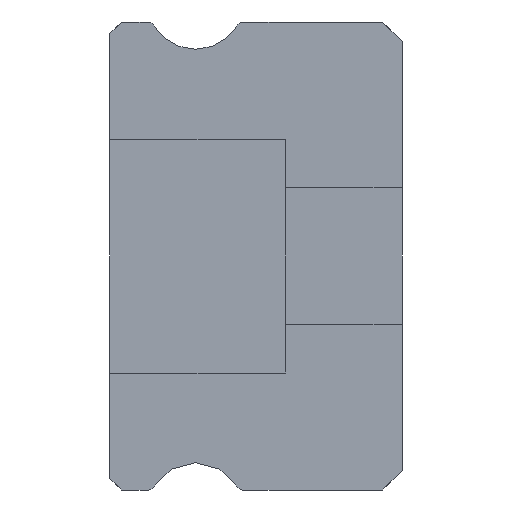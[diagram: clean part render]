
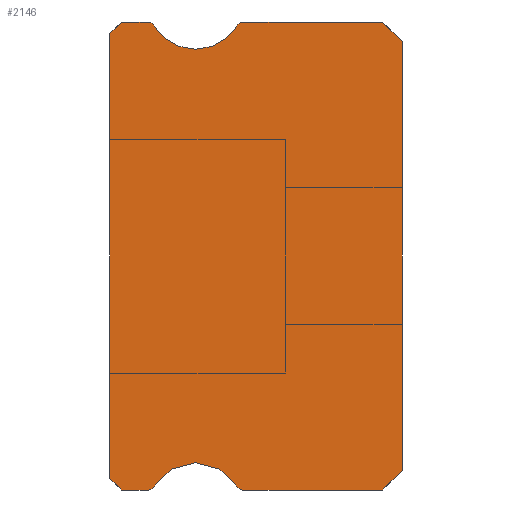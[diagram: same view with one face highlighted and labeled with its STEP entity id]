
A CAD part, left-side view. The second image highlights one B-rep face of the part: STEP entity #2146.
In plain terms, the highlighted planar face has unit normal (-1, 0, 0).
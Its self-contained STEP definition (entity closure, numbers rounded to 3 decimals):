
#18 = EDGE_CURVE ( 'NONE', #7913, #11276, #6389, .T. ) ;
#390 = DIRECTION ( 'NONE',  ( 0., 0., -1. ) ) ;
#634 = EDGE_CURVE ( 'NONE', #4734, #11276, #2062, .T. ) ;
#681 = VERTEX_POINT ( 'NONE', #4951 ) ;
#717 = CARTESIAN_POINT ( 'NONE',  ( -7.5, 7.5, 5.85 ) ) ;
#996 = CARTESIAN_POINT ( 'NONE',  ( -7.5, 4.217, 5.925 ) ) ;
#1228 = DIRECTION ( 'NONE',  ( -1., 0., 0. ) ) ;
#1344 = AXIS2_PLACEMENT_3D ( 'NONE', #2398, #1228, #6413 ) ;
#1388 = ORIENTED_EDGE ( 'NONE', *, *, #8491, .T. ) ;
#1445 = CARTESIAN_POINT ( 'NONE',  ( -7.5, 0., 5.5 ) ) ;
#1578 = DIRECTION ( 'NONE',  ( 0., 0.707, -0.707 ) ) ;
#1581 = VECTOR ( 'NONE', #11820, 1000. ) ;
#1726 = CARTESIAN_POINT ( 'NONE',  ( -7.5, 5.3, -6.55 ) ) ;
#1763 = CARTESIAN_POINT ( 'NONE',  ( -7.5, 5.3, 5.3 ) ) ;
#1827 = VERTEX_POINT ( 'NONE', #9596 ) ;
#1874 = VERTEX_POINT ( 'NONE', #1763 ) ;
#2013 = CARTESIAN_POINT ( 'NONE',  ( -7.5, 4.088, -6. ) ) ;
#2062 = LINE ( 'NONE', #9971, #4284 ) ;
#2146 = ADVANCED_FACE ( 'NONE', ( #7654 ), #4770, .F. ) ;
#2152 = CARTESIAN_POINT ( 'NONE',  ( -7.5, 7.5, -5.7 ) ) ;
#2398 = CARTESIAN_POINT ( 'NONE',  ( -7.5, 5.3, 6.55 ) ) ;
#2471 = ORIENTED_EDGE ( 'NONE', *, *, #5856, .F. ) ;
#2474 = EDGE_CURVE ( 'NONE', #681, #9647, #9491, .T. ) ;
#2503 = CARTESIAN_POINT ( 'NONE',  ( -7.5, 4.088, -5.85 ) ) ;
#2660 = VERTEX_POINT ( 'NONE', #7028 ) ;
#2898 = CARTESIAN_POINT ( 'NONE',  ( -7.5, 4.088, 5.85 ) ) ;
#2998 = ORIENTED_EDGE ( 'NONE', *, *, #8911, .F. ) ;
#3005 = CARTESIAN_POINT ( 'NONE',  ( -7.5, 0.5, 6. ) ) ;
#3072 = CARTESIAN_POINT ( 'NONE',  ( -7.5, 4.088, 6. ) ) ;
#3125 = CIRCLE ( 'NONE', #7750, 0.15 ) ;
#3128 = EDGE_CURVE ( 'NONE', #4734, #8377, #8127, .T. ) ;
#3354 = ORIENTED_EDGE ( 'NONE', *, *, #18, .F. ) ;
#3589 = CARTESIAN_POINT ( 'NONE',  ( -7.5, 6.512, 5.85 ) ) ;
#3675 = CARTESIAN_POINT ( 'NONE',  ( -7.5, 4.217, -5.925 ) ) ;
#3754 = VECTOR ( 'NONE', #4427, 1000. ) ;
#3884 = VECTOR ( 'NONE', #4548, 1000. ) ;
#3962 = DIRECTION ( 'NONE',  ( 0., 0., -1. ) ) ;
#4284 = VECTOR ( 'NONE', #7915, 1000. ) ;
#4355 = CIRCLE ( 'NONE', #6032, 1.25 ) ;
#4427 = DIRECTION ( 'NONE',  ( 0., -0.707, -0.707 ) ) ;
#4496 = DIRECTION ( 'NONE',  ( 1., 0., 0. ) ) ;
#4548 = DIRECTION ( 'NONE',  ( 0., 1., 0. ) ) ;
#4734 = VERTEX_POINT ( 'NONE', #12671 ) ;
#4750 = EDGE_CURVE ( 'NONE', #9007, #2660, #4355, .T. ) ;
#4770 = PLANE ( 'NONE',  #8274 ) ;
#4877 = VERTEX_POINT ( 'NONE', #3072 ) ;
#4884 = ORIENTED_EDGE ( 'NONE', *, *, #5302, .F. ) ;
#4902 = ORIENTED_EDGE ( 'NONE', *, *, #12533, .F. ) ;
#4951 = CARTESIAN_POINT ( 'NONE',  ( -7.5, 6.512, 6. ) ) ;
#5011 = CIRCLE ( 'NONE', #11987, 0.15 ) ;
#5065 = LINE ( 'NONE', #11156, #8078 ) ;
#5251 = CARTESIAN_POINT ( 'NONE',  ( -7.5, 6.383, 5.925 ) ) ;
#5302 = EDGE_CURVE ( 'NONE', #681, #8333, #6255, .T. ) ;
#5319 = CIRCLE ( 'NONE', #1344, 1.25 ) ;
#5516 = LINE ( 'NONE', #717, #9428 ) ;
#5623 = ORIENTED_EDGE ( 'NONE', *, *, #7181, .F. ) ;
#5658 = DIRECTION ( 'NONE',  ( 1., 0., 0. ) ) ;
#5721 = CARTESIAN_POINT ( 'NONE',  ( -7.5, 7.2, -6. ) ) ;
#5784 = VERTEX_POINT ( 'NONE', #2152 ) ;
#5856 = EDGE_CURVE ( 'NONE', #2660, #8875, #5011, .T. ) ;
#6032 = AXIS2_PLACEMENT_3D ( 'NONE', #1726, #9419, #390 ) ;
#6033 = DIRECTION ( 'NONE',  ( 0., 1., 0. ) ) ;
#6255 = CIRCLE ( 'NONE', #12828, 0.15 ) ;
#6382 = VECTOR ( 'NONE', #6033, 1000. ) ;
#6389 = LINE ( 'NONE', #6532, #3754 ) ;
#6413 = DIRECTION ( 'NONE',  ( 0., 0., -1. ) ) ;
#6456 = CARTESIAN_POINT ( 'NONE',  ( -7.5, 7.2, 6. ) ) ;
#6487 = DIRECTION ( 'NONE',  ( 0., 0., -1. ) ) ;
#6517 = DIRECTION ( 'NONE',  ( 0., 0., -1. ) ) ;
#6532 = CARTESIAN_POINT ( 'NONE',  ( -7.5, 0.5, 6. ) ) ;
#6560 = VECTOR ( 'NONE', #1578, 1000. ) ;
#6594 = CARTESIAN_POINT ( 'NONE',  ( -7.5, 6.512, 5.85 ) ) ;
#6607 = DIRECTION ( 'NONE',  ( 0., 0., -1. ) ) ;
#6928 = EDGE_LOOP ( 'NONE', ( #7320, #9071, #1388, #12776, #2471, #8240, #10375, #11983, #8449, #7255, #3354, #4902, #5623, #2998, #10795, #4884, #11601 ) ) ;
#7028 = CARTESIAN_POINT ( 'NONE',  ( -7.5, 6.383, -5.925 ) ) ;
#7181 = EDGE_CURVE ( 'NONE', #12233, #4877, #12956, .T. ) ;
#7205 = EDGE_CURVE ( 'NONE', #8377, #12732, #7339, .T. ) ;
#7255 = ORIENTED_EDGE ( 'NONE', *, *, #634, .T. ) ;
#7320 = ORIENTED_EDGE ( 'NONE', *, *, #11226, .T. ) ;
#7339 = LINE ( 'NONE', #11240, #6382 ) ;
#7626 = VERTEX_POINT ( 'NONE', #11456 ) ;
#7654 = FACE_OUTER_BOUND ( 'NONE', #6928, .T. ) ;
#7750 = AXIS2_PLACEMENT_3D ( 'NONE', #2503, #5658, #6517 ) ;
#7877 = DIRECTION ( 'NONE',  ( 1., 0., 0. ) ) ;
#7913 = VERTEX_POINT ( 'NONE', #3005 ) ;
#7915 = DIRECTION ( 'NONE',  ( 0., 0., 1. ) ) ;
#8078 = VECTOR ( 'NONE', #8093, 1000. ) ;
#8093 = DIRECTION ( 'NONE',  ( 0., -1., 0. ) ) ;
#8127 = LINE ( 'NONE', #12295, #8972 ) ;
#8134 = EDGE_CURVE ( 'NONE', #8333, #1874, #5319, .T. ) ;
#8240 = ORIENTED_EDGE ( 'NONE', *, *, #4750, .F. ) ;
#8274 = AXIS2_PLACEMENT_3D ( 'NONE', #3589, #4496, #6607 ) ;
#8287 = EDGE_CURVE ( 'NONE', #1827, #8875, #5065, .T. ) ;
#8333 = VERTEX_POINT ( 'NONE', #5251 ) ;
#8377 = VERTEX_POINT ( 'NONE', #8423 ) ;
#8423 = CARTESIAN_POINT ( 'NONE',  ( -7.5, 0.5, -6. ) ) ;
#8449 = ORIENTED_EDGE ( 'NONE', *, *, #3128, .F. ) ;
#8463 = CARTESIAN_POINT ( 'NONE',  ( -7.5, 6.512, -6. ) ) ;
#8491 = EDGE_CURVE ( 'NONE', #5784, #1827, #12879, .T. ) ;
#8554 = CARTESIAN_POINT ( 'NONE',  ( -7.5, 6.512, 6. ) ) ;
#8756 = DIRECTION ( 'NONE',  ( -1., 0., 0. ) ) ;
#8783 = CIRCLE ( 'NONE', #10458, 1.25 ) ;
#8830 = DIRECTION ( 'NONE',  ( 0., 0., -1. ) ) ;
#8875 = VERTEX_POINT ( 'NONE', #8463 ) ;
#8911 = EDGE_CURVE ( 'NONE', #1874, #12233, #8783, .T. ) ;
#8972 = VECTOR ( 'NONE', #10321, 1000. ) ;
#9007 = VERTEX_POINT ( 'NONE', #3675 ) ;
#9071 = ORIENTED_EDGE ( 'NONE', *, *, #12496, .F. ) ;
#9419 = DIRECTION ( 'NONE',  ( -1., 0., 0. ) ) ;
#9428 = VECTOR ( 'NONE', #10485, 1000. ) ;
#9484 = LINE ( 'NONE', #8554, #9658 ) ;
#9491 = LINE ( 'NONE', #6456, #3884 ) ;
#9596 = CARTESIAN_POINT ( 'NONE',  ( -7.5, 7.2, -6. ) ) ;
#9647 = VERTEX_POINT ( 'NONE', #12407 ) ;
#9658 = VECTOR ( 'NONE', #12602, 1000. ) ;
#9742 = CARTESIAN_POINT ( 'NONE',  ( -7.5, 7.5, 5.7 ) ) ;
#9971 = CARTESIAN_POINT ( 'NONE',  ( -7.5, 0., 5.5 ) ) ;
#10073 = DIRECTION ( 'NONE',  ( 1., 0., 0. ) ) ;
#10196 = CARTESIAN_POINT ( 'NONE',  ( -7.5, 6.512, -5.85 ) ) ;
#10321 = DIRECTION ( 'NONE',  ( 0., 0.707, -0.707 ) ) ;
#10375 = ORIENTED_EDGE ( 'NONE', *, *, #12483, .F. ) ;
#10458 = AXIS2_PLACEMENT_3D ( 'NONE', #12914, #8756, #8830 ) ;
#10485 = DIRECTION ( 'NONE',  ( 0., 0., 1. ) ) ;
#10614 = LINE ( 'NONE', #9742, #6560 ) ;
#10644 = DIRECTION ( 'NONE',  ( 1., 0., 0. ) ) ;
#10795 = ORIENTED_EDGE ( 'NONE', *, *, #8134, .F. ) ;
#11156 = CARTESIAN_POINT ( 'NONE',  ( -7.5, 6.512, -6. ) ) ;
#11226 = EDGE_CURVE ( 'NONE', #9647, #7626, #10614, .T. ) ;
#11240 = CARTESIAN_POINT ( 'NONE',  ( -7.5, 6.512, -6. ) ) ;
#11276 = VERTEX_POINT ( 'NONE', #1445 ) ;
#11456 = CARTESIAN_POINT ( 'NONE',  ( -7.5, 7.5, 5.7 ) ) ;
#11601 = ORIENTED_EDGE ( 'NONE', *, *, #2474, .T. ) ;
#11683 = AXIS2_PLACEMENT_3D ( 'NONE', #2898, #7877, #11932 ) ;
#11820 = DIRECTION ( 'NONE',  ( 0., -0.707, -0.707 ) ) ;
#11932 = DIRECTION ( 'NONE',  ( 0., 0., -1. ) ) ;
#11983 = ORIENTED_EDGE ( 'NONE', *, *, #7205, .F. ) ;
#11987 = AXIS2_PLACEMENT_3D ( 'NONE', #10196, #10073, #6487 ) ;
#12233 = VERTEX_POINT ( 'NONE', #996 ) ;
#12295 = CARTESIAN_POINT ( 'NONE',  ( -7.5, 0., -5.5 ) ) ;
#12407 = CARTESIAN_POINT ( 'NONE',  ( -7.5, 7.2, 6. ) ) ;
#12483 = EDGE_CURVE ( 'NONE', #12732, #9007, #3125, .T. ) ;
#12496 = EDGE_CURVE ( 'NONE', #5784, #7626, #5516, .T. ) ;
#12533 = EDGE_CURVE ( 'NONE', #4877, #7913, #9484, .T. ) ;
#12602 = DIRECTION ( 'NONE',  ( 0., -1., 0. ) ) ;
#12671 = CARTESIAN_POINT ( 'NONE',  ( -7.5, 0., -5.5 ) ) ;
#12732 = VERTEX_POINT ( 'NONE', #2013 ) ;
#12776 = ORIENTED_EDGE ( 'NONE', *, *, #8287, .T. ) ;
#12828 = AXIS2_PLACEMENT_3D ( 'NONE', #6594, #10644, #3962 ) ;
#12879 = LINE ( 'NONE', #5721, #1581 ) ;
#12914 = CARTESIAN_POINT ( 'NONE',  ( -7.5, 5.3, 6.55 ) ) ;
#12956 = CIRCLE ( 'NONE', #11683, 0.15 ) ;
